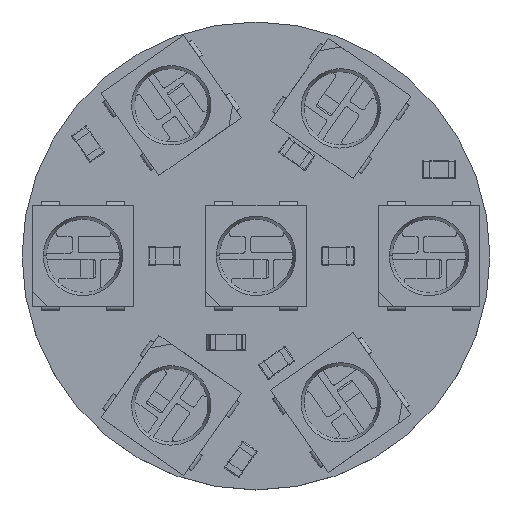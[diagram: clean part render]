
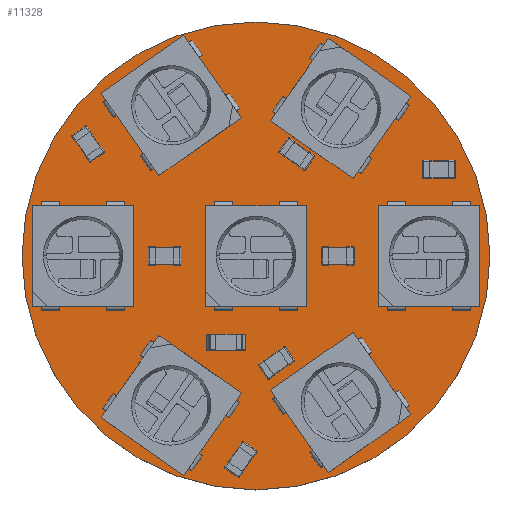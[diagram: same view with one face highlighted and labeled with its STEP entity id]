
A CAD part, top view. The second image highlights one B-rep face of the part: STEP entity #11328.
In plain terms, the highlighted planar face has unit normal (0, 0, 1).
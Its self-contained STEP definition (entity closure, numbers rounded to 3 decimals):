
#11243 = VERTEX_POINT('',#11244);
#11244 = CARTESIAN_POINT('',(23.,11.5,1.6));
#11251 = CYLINDRICAL_SURFACE('',#11252,11.5);
#11252 = AXIS2_PLACEMENT_3D('',#11253,#11254,#11255);
#11253 = CARTESIAN_POINT('',(11.5,11.5,0.));
#11254 = DIRECTION('',(-0.,-0.,-1.));
#11255 = DIRECTION('',(1.,0.,-0.));
#11270 = EDGE_CURVE('',#11243,#11243,#11271,.T.);
#11271 = SURFACE_CURVE('',#11272,(#11277,#11284),.PCURVE_S1.);
#11272 = CIRCLE('',#11273,11.5);
#11273 = AXIS2_PLACEMENT_3D('',#11274,#11275,#11276);
#11274 = CARTESIAN_POINT('',(11.5,11.5,1.6));
#11275 = DIRECTION('',(0.,0.,1.));
#11276 = DIRECTION('',(1.,0.,-0.));
#11277 = PCURVE('',#11251,#11278);
#11278 = DEFINITIONAL_REPRESENTATION('',(#11279),#11283);
#11279 = LINE('',#11280,#11281);
#11280 = CARTESIAN_POINT('',(-0.,-1.6));
#11281 = VECTOR('',#11282,1.);
#11282 = DIRECTION('',(-1.,0.));
#11283 = ( GEOMETRIC_REPRESENTATION_CONTEXT(2) 
PARAMETRIC_REPRESENTATION_CONTEXT() REPRESENTATION_CONTEXT('2D SPACE',''
  ) );
#11284 = PCURVE('',#11285,#11290);
#11285 = PLANE('',#11286);
#11286 = AXIS2_PLACEMENT_3D('',#11287,#11288,#11289);
#11287 = CARTESIAN_POINT('',(11.5,11.5,1.6));
#11288 = DIRECTION('',(0.,0.,1.));
#11289 = DIRECTION('',(1.,0.,-0.));
#11290 = DEFINITIONAL_REPRESENTATION('',(#11291),#11295);
#11291 = CIRCLE('',#11292,11.5);
#11292 = AXIS2_PLACEMENT_2D('',#11293,#11294);
#11293 = CARTESIAN_POINT('',(0.,0.));
#11294 = DIRECTION('',(1.,0.));
#11295 = ( GEOMETRIC_REPRESENTATION_CONTEXT(2) 
PARAMETRIC_REPRESENTATION_CONTEXT() REPRESENTATION_CONTEXT('2D SPACE',''
  ) );
#11328 = ADVANCED_FACE('',(#11329),#11285,.T.);
#11329 = FACE_BOUND('',#11330,.T.);
#11330 = EDGE_LOOP('',(#11331));
#11331 = ORIENTED_EDGE('',*,*,#11270,.T.);
